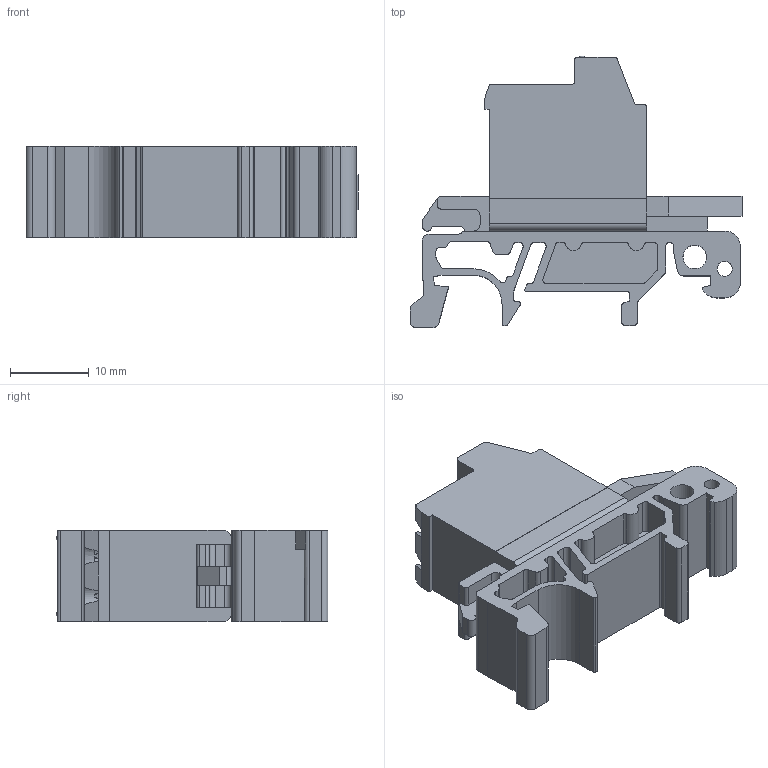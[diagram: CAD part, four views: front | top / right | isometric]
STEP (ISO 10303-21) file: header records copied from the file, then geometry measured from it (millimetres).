
FILE_DESCRIPTION((''),'2;1');
FILE_NAME('\13175.1_PK_TS_2_5,08_15.stp','2012-08-03T11:45:59',('svogel'),(''),'Autodesk Inventor 2011','Autodesk Inventor 2011','');
FILE_SCHEMA(('AUTOMOTIVE_DESIGN { 1 0 10303 214 1 1 1 1 }'));
Length unit declared in the file: millimetre
Products named in the file (1): PK_TS_2_5,08_15
Bounding box: 42.2 x 34.55 x 11.68 mm (x, y, z)
Volume: 6369.8 mm3; surface area: 5895.7 mm2
Topology: 1 solids, 1 shells, 373 faces, 1022 edges, 661 vertices
Faces by surface type: plane 236, cylinder 114, bspline 8, cone 7, torus 6, sphere 2
Full cylindrical faces by diameter (mm): 1.9 x1, 3 x1, 4 x4
Entity records: 11858 total; most frequent: CARTESIAN_POINT 2261, ORIENTED_EDGE 2012, DIRECTION 1990, EDGE_CURVE 1006, VECTOR 722, LINE 722, VERTEX_POINT 657, AXIS2_PLACEMENT_3D 634
